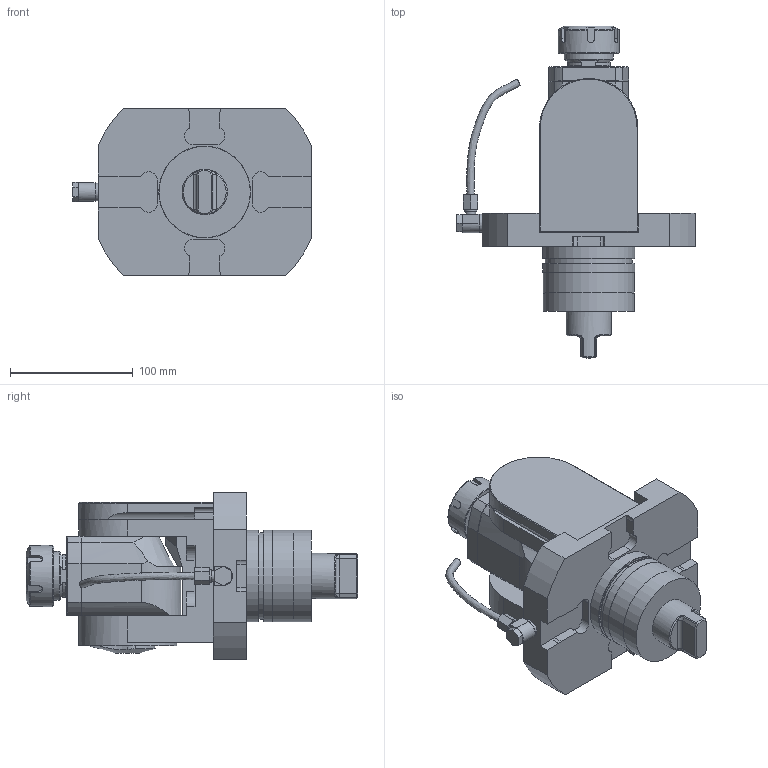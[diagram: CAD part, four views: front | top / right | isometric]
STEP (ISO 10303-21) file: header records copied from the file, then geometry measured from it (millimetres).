
FILE_DESCRIPTION (( 'STEP AP214' ), '1' );
FILE_NAME ('ROPPH32121UNZ75.STEP', '2025-10-06T08:04:35', ( '' ), ( '' ), 'SwSTEP 2.0', 'SolidWorks 2023', '' );
FILE_SCHEMA (( 'AUTOMOTIVE_DESIGN' ));
Length unit declared in the file: millimetre
Products named in the file (1): ROPPH32121UNZ75
Bounding box: 194.7 x 270.91 x 136 mm (x, y, z)
Volume: 1755214.9 mm3; surface area: 151798.2 mm2
Topology: 1 solids, 1 shells, 620 faces, 1646 edges, 1071 vertices
Faces by surface type: plane 397, cylinder 106, bspline 76, cone 26, torus 15
Full cylindrical faces by diameter (mm): 1.7 x1, 2.1 x1, 6.366 x1, 8.2 x1, 9.8 x1, 14.5 x1, 37 x1, 40 x1, 50 x1, 70.9 x1, 74.5 x2, 74.9 x2, 80 x1
Entity records: 27707 total; most frequent: CARTESIAN_POINT 9702, ORIENTED_EDGE 3222, DIRECTION 2707, EDGE_CURVE 1611, LINE 1089, VECTOR 1089, VERTEX_POINT 1061, AXIS2_PLACEMENT_3D 809
